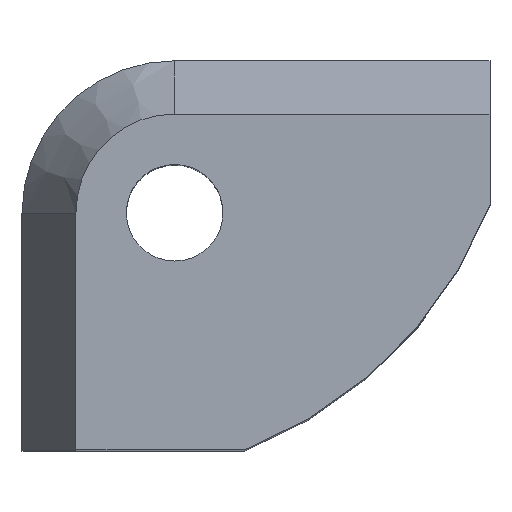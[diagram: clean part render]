
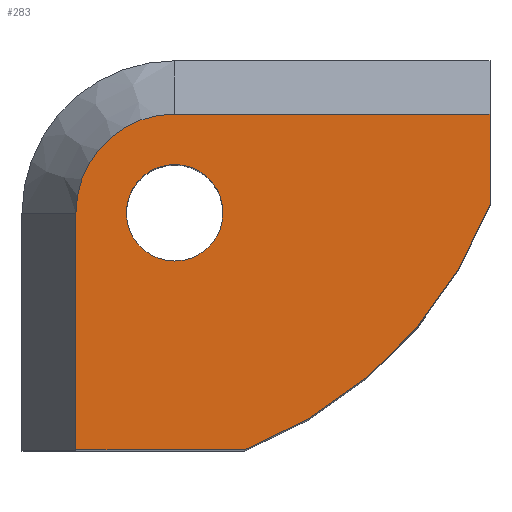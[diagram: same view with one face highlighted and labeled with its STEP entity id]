
A CAD part, top view. The second image highlights one B-rep face of the part: STEP entity #283.
In plain terms, the highlighted planar face has unit normal (0, 0, 1).
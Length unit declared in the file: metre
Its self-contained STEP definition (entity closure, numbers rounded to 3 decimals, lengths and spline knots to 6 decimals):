
#14=CIRCLE('',#300,0.0017);
#15=CIRCLE('',#302,0.003475);
#21=CIRCLE('',#316,0.01505);
#93=ORIENTED_EDGE('',*,*,#128,.T.);
#94=ORIENTED_EDGE('',*,*,#124,.T.);
#95=ORIENTED_EDGE('',*,*,#131,.T.);
#96=ORIENTED_EDGE('',*,*,#100,.T.);
#97=ORIENTED_EDGE('',*,*,#106,.T.);
#98=ORIENTED_EDGE('',*,*,#119,.T.);
#99=ORIENTED_EDGE('',*,*,#105,.T.);
#100=EDGE_CURVE('',#136,#137,#160,.T.);
#105=EDGE_CURVE('',#141,#141,#14,.F.);
#106=EDGE_CURVE('',#137,#142,#15,.T.);
#119=EDGE_CURVE('',#142,#151,#172,.T.);
#124=EDGE_CURVE('',#154,#155,#21,.T.);
#128=EDGE_CURVE('',#151,#154,#178,.T.);
#131=EDGE_CURVE('',#155,#136,#181,.T.);
#136=VERTEX_POINT('',#409);
#137=VERTEX_POINT('',#410);
#141=VERTEX_POINT('',#420);
#142=VERTEX_POINT('',#423);
#151=VERTEX_POINT('',#451);
#154=VERTEX_POINT('',#461);
#155=VERTEX_POINT('',#462);
#160=LINE('',#408,#186);
#172=LINE('',#450,#198);
#178=LINE('',#469,#204);
#181=LINE('',#474,#207);
#186=VECTOR('',#328,1.);
#198=VECTOR('',#370,1.);
#204=VECTOR('',#388,1.);
#207=VECTOR('',#393,1.);
#232=EDGE_LOOP('',(#93,#94,#95,#96,#97,#98));
#233=EDGE_LOOP('',(#99));
#254=FACE_BOUND('',#232,.T.);
#255=FACE_BOUND('',#233,.T.);
#266=PLANE('',#323);
#283=ADVANCED_FACE('',(#254,#255),#266,.T.);
#300=AXIS2_PLACEMENT_3D('',#419,#336,#337);
#302=AXIS2_PLACEMENT_3D('',#422,#340,#341);
#316=AXIS2_PLACEMENT_3D('',#460,#380,#381);
#323=AXIS2_PLACEMENT_3D('',#483,#404,#405);
#328=DIRECTION('',(-1.,0.,0.));
#336=DIRECTION('',(0.,0.,1.));
#337=DIRECTION('',(1.,0.,0.));
#340=DIRECTION('',(0.,0.,1.));
#341=DIRECTION('',(1.,0.,0.));
#370=DIRECTION('',(0.,-1.,0.));
#380=DIRECTION('',(0.,0.,1.));
#381=DIRECTION('',(1.,0.,0.));
#388=DIRECTION('',(1.,0.,0.));
#393=DIRECTION('',(0.,1.,0.));
#404=DIRECTION('',(0.,0.,1.));
#405=DIRECTION('',(1.,0.,0.));
#408=CARTESIAN_POINT('',(0.0798,-0.054525,-0.0002));
#409=CARTESIAN_POINT('',(0.08535,-0.054525,-0.0002));
#410=CARTESIAN_POINT('',(0.07425,-0.054525,-0.0002));
#419=CARTESIAN_POINT('',(0.07425,-0.058,-0.0002));
#420=CARTESIAN_POINT('',(0.07595,-0.058,-0.0002));
#422=CARTESIAN_POINT('',(0.07425,-0.058,-0.0002));
#423=CARTESIAN_POINT('',(0.070775,-0.058,-0.0002));
#450=CARTESIAN_POINT('',(0.070775,-0.062175,-0.0002));
#451=CARTESIAN_POINT('',(0.070775,-0.06635,-0.0002));
#460=CARTESIAN_POINT('',(0.0713,-0.0523,-0.0002));
#461=CARTESIAN_POINT('',(0.076694,-0.06635,-0.0002));
#462=CARTESIAN_POINT('',(0.08535,-0.057694,-0.0002));
#469=CARTESIAN_POINT('',(0.073735,-0.06635,-0.0002));
#474=CARTESIAN_POINT('',(0.08535,-0.05611,-0.0002));
#483=CARTESIAN_POINT('',(-0.015248,0.0005,-0.0002));
